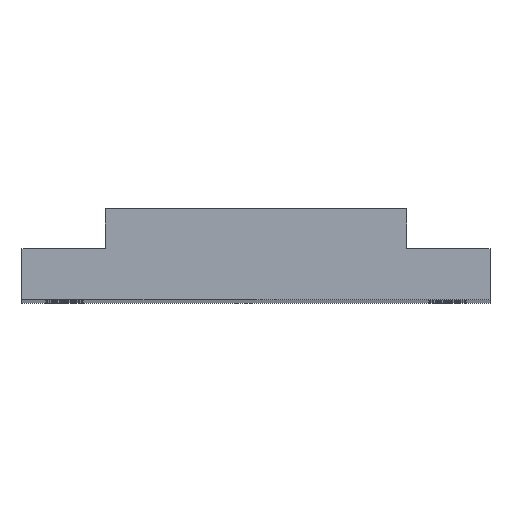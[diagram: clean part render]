
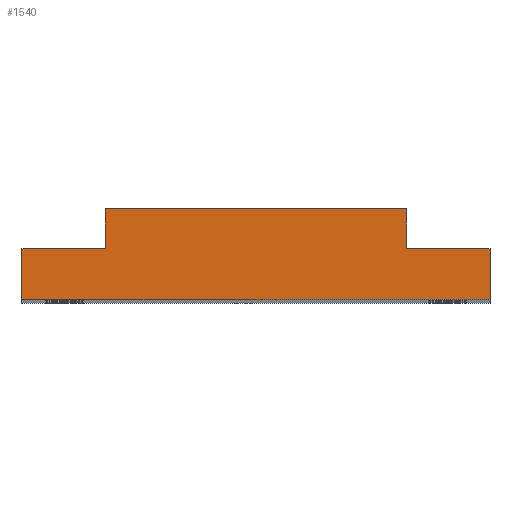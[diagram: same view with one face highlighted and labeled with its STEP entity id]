
A CAD part, top view. The second image highlights one B-rep face of the part: STEP entity #1540.
In plain terms, the highlighted planar face has unit normal (0, 0, 1).
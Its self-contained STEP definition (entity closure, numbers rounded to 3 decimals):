
#12 = VECTOR ( 'NONE', #1702, 1000. ) ;
#50 = ORIENTED_EDGE ( 'NONE', *, *, #1611, .F. ) ;
#113 = VERTEX_POINT ( 'NONE', #284 ) ;
#126 = VECTOR ( 'NONE', #377, 1000. ) ;
#138 = DIRECTION ( 'NONE',  ( 1., 0., 0. ) ) ;
#190 = CARTESIAN_POINT ( 'NONE',  ( 9.8, 10.7, 250. ) ) ;
#200 = CARTESIAN_POINT ( 'NONE',  ( 55., 0., 250. ) ) ;
#214 = ORIENTED_EDGE ( 'NONE', *, *, #896, .F. ) ;
#220 = VECTOR ( 'NONE', #1374, 1000. ) ;
#222 = VERTEX_POINT ( 'NONE', #1606 ) ;
#234 = AXIS2_PLACEMENT_3D ( 'NONE', #436, #1436, #297 ) ;
#240 = LINE ( 'NONE', #795, #220 ) ;
#276 = VERTEX_POINT ( 'NONE', #481 ) ;
#284 = CARTESIAN_POINT ( 'NONE',  ( 9.8, 10.7, 250. ) ) ;
#297 = DIRECTION ( 'NONE',  ( -1., 0., 0. ) ) ;
#351 = EDGE_CURVE ( 'NONE', #465, #399, #492, .T. ) ;
#362 = DIRECTION ( 'NONE',  ( 0., 1., 0. ) ) ;
#372 = EDGE_CURVE ( 'NONE', #1500, #465, #1226, .T. ) ;
#377 = DIRECTION ( 'NONE',  ( 1., 0., 0. ) ) ;
#399 = VERTEX_POINT ( 'NONE', #1083 ) ;
#436 = CARTESIAN_POINT ( 'NONE',  ( 0., 0., 250. ) ) ;
#465 = VERTEX_POINT ( 'NONE', #674 ) ;
#479 = VECTOR ( 'NONE', #362, 1000. ) ;
#481 = CARTESIAN_POINT ( 'NONE',  ( 0., 6., 250. ) ) ;
#492 = LINE ( 'NONE', #200, #479 ) ;
#557 = EDGE_CURVE ( 'NONE', #222, #399, #1568, .T. ) ;
#601 = EDGE_CURVE ( 'NONE', #222, #857, #240, .T. ) ;
#667 = DIRECTION ( 'NONE',  ( 1., 0., 0. ) ) ;
#674 = CARTESIAN_POINT ( 'NONE',  ( 55., 0., 250. ) ) ;
#726 = LINE ( 'NONE', #1582, #1284 ) ;
#728 = FACE_OUTER_BOUND ( 'NONE', #1131, .T. ) ;
#737 = CARTESIAN_POINT ( 'NONE',  ( 0., 0., 250. ) ) ;
#795 = CARTESIAN_POINT ( 'NONE',  ( 45.2, 6., 250. ) ) ;
#822 = EDGE_CURVE ( 'NONE', #1500, #276, #1537, .T. ) ;
#857 = VERTEX_POINT ( 'NONE', #981 ) ;
#889 = LINE ( 'NONE', #1164, #942 ) ;
#896 = EDGE_CURVE ( 'NONE', #276, #1030, #726, .T. ) ;
#942 = VECTOR ( 'NONE', #1144, 1000. ) ;
#950 = ORIENTED_EDGE ( 'NONE', *, *, #601, .T. ) ;
#981 = CARTESIAN_POINT ( 'NONE',  ( 45.2, 10.7, 250. ) ) ;
#1014 = PLANE ( 'NONE',  #234 ) ;
#1022 = EDGE_CURVE ( 'NONE', #1030, #113, #889, .T. ) ;
#1030 = VERTEX_POINT ( 'NONE', #1433 ) ;
#1043 = ORIENTED_EDGE ( 'NONE', *, *, #1022, .F. ) ;
#1083 = CARTESIAN_POINT ( 'NONE',  ( 55., 6., 250. ) ) ;
#1131 = EDGE_LOOP ( 'NONE', ( #950, #50, #1043, #214, #1855, #1743, #1280, #1403 ) ) ;
#1144 = DIRECTION ( 'NONE',  ( 0., 1., 0. ) ) ;
#1164 = CARTESIAN_POINT ( 'NONE',  ( 9.8, 6., 250. ) ) ;
#1226 = LINE ( 'NONE', #1636, #126 ) ;
#1242 = CARTESIAN_POINT ( 'NONE',  ( 0., 0., 250. ) ) ;
#1280 = ORIENTED_EDGE ( 'NONE', *, *, #351, .T. ) ;
#1284 = VECTOR ( 'NONE', #138, 1000. ) ;
#1347 = LINE ( 'NONE', #190, #1602 ) ;
#1374 = DIRECTION ( 'NONE',  ( 0., 1., 0. ) ) ;
#1377 = CARTESIAN_POINT ( 'NONE',  ( 45.2, 6., 250. ) ) ;
#1403 = ORIENTED_EDGE ( 'NONE', *, *, #557, .F. ) ;
#1433 = CARTESIAN_POINT ( 'NONE',  ( 9.8, 6., 250. ) ) ;
#1436 = DIRECTION ( 'NONE',  ( 0., 0., -1. ) ) ;
#1491 = VECTOR ( 'NONE', #667, 1000. ) ;
#1500 = VERTEX_POINT ( 'NONE', #737 ) ;
#1537 = LINE ( 'NONE', #1242, #12 ) ;
#1540 = ADVANCED_FACE ( 'NONE', ( #728 ), #1014, .F. ) ;
#1568 = LINE ( 'NONE', #1377, #1491 ) ;
#1582 = CARTESIAN_POINT ( 'NONE',  ( 0., 6., 250. ) ) ;
#1602 = VECTOR ( 'NONE', #1859, 1000. ) ;
#1606 = CARTESIAN_POINT ( 'NONE',  ( 45.2, 6., 250. ) ) ;
#1611 = EDGE_CURVE ( 'NONE', #113, #857, #1347, .T. ) ;
#1636 = CARTESIAN_POINT ( 'NONE',  ( 0., 0., 250. ) ) ;
#1702 = DIRECTION ( 'NONE',  ( 0., 1., 0. ) ) ;
#1743 = ORIENTED_EDGE ( 'NONE', *, *, #372, .T. ) ;
#1855 = ORIENTED_EDGE ( 'NONE', *, *, #822, .F. ) ;
#1859 = DIRECTION ( 'NONE',  ( 1., 0., 0. ) ) ;
